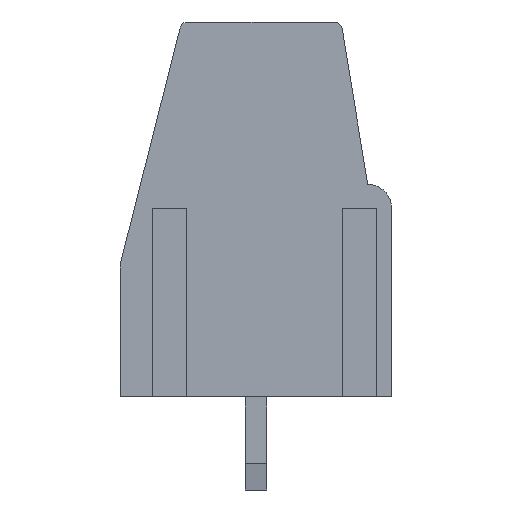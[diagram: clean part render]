
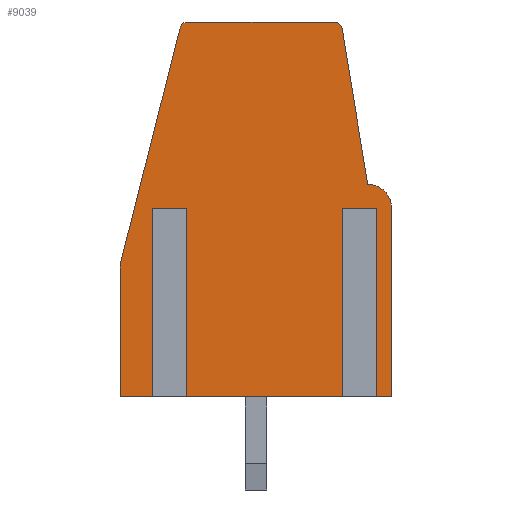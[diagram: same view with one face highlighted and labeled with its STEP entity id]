
A CAD part, left-side view. The second image highlights one B-rep face of the part: STEP entity #9039.
In plain terms, the highlighted planar face has unit normal (-1, 0, 0).
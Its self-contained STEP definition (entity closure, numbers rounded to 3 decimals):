
#6607 = VERTEX_POINT('',#6608);
#6608 = CARTESIAN_POINT('',(-35.56,2.586,14.1));
#6614 = EDGE_CURVE('',#6615,#6607,#6617,.T.);
#6615 = VERTEX_POINT('',#6616);
#6616 = CARTESIAN_POINT('',(-35.56,-2.925,14.1));
#6617 = LINE('',#6618,#6619);
#6618 = CARTESIAN_POINT('',(-35.56,-3.18,14.1));
#6619 = VECTOR('',#6620,1.);
#6620 = DIRECTION('',(0.,1.,0.));
#8869 = VERTEX_POINT('',#8870);
#8870 = CARTESIAN_POINT('',(-35.56,2.877,13.874));
#8876 = EDGE_CURVE('',#6607,#8869,#8877,.T.);
#8877 = CIRCLE('',#8878,0.3);
#8878 = AXIS2_PLACEMENT_3D('',#8879,#8880,#8881);
#8879 = CARTESIAN_POINT('',(-35.56,2.586,13.8));
#8880 = DIRECTION('',(-1.,0.,0.));
#8881 = DIRECTION('',(0.,-1.,0.));
#9039 = ADVANCED_FACE('',(#9040),#9164,.T.);
#9040 = FACE_BOUND('',#9041,.T.);
#9041 = EDGE_LOOP('',(#9042,#9052,#9060,#9068,#9076,#9084,#9092,#9100,
    #9108,#9116,#9125,#9133,#9140,#9141,#9142,#9150,#9158));
#9042 = ORIENTED_EDGE('',*,*,#9043,.F.);
#9043 = EDGE_CURVE('',#9044,#9046,#9048,.T.);
#9044 = VERTEX_POINT('',#9045);
#9045 = CARTESIAN_POINT('',(-35.56,3.569,7.1));
#9046 = VERTEX_POINT('',#9047);
#9047 = CARTESIAN_POINT('',(-35.56,3.569,0.));
#9048 = LINE('',#9049,#9050);
#9049 = CARTESIAN_POINT('',(-35.56,3.569,6.7));
#9050 = VECTOR('',#9051,1.);
#9051 = DIRECTION('',(0.,0.,-1.));
#9052 = ORIENTED_EDGE('',*,*,#9053,.F.);
#9053 = EDGE_CURVE('',#9054,#9044,#9056,.T.);
#9054 = VERTEX_POINT('',#9055);
#9055 = CARTESIAN_POINT('',(-35.56,2.971,7.1));
#9056 = LINE('',#9057,#9058);
#9057 = CARTESIAN_POINT('',(-35.56,3.569,7.1));
#9058 = VECTOR('',#9059,1.);
#9059 = DIRECTION('',(0.,1.,0.));
#9060 = ORIENTED_EDGE('',*,*,#9061,.T.);
#9061 = EDGE_CURVE('',#9054,#9062,#9064,.T.);
#9062 = VERTEX_POINT('',#9063);
#9063 = CARTESIAN_POINT('',(-35.56,2.971,0.));
#9064 = LINE('',#9065,#9066);
#9065 = CARTESIAN_POINT('',(-35.56,2.971,6.7));
#9066 = VECTOR('',#9067,1.);
#9067 = DIRECTION('',(0.,0.,-1.));
#9068 = ORIENTED_EDGE('',*,*,#9069,.T.);
#9069 = EDGE_CURVE('',#9062,#9070,#9072,.T.);
#9070 = VERTEX_POINT('',#9071);
#9071 = CARTESIAN_POINT('',(-35.56,-3.581,0.));
#9072 = LINE('',#9073,#9074);
#9073 = CARTESIAN_POINT('',(-35.56,5.12,0.));
#9074 = VECTOR('',#9075,1.);
#9075 = DIRECTION('',(0.,-1.,0.));
#9076 = ORIENTED_EDGE('',*,*,#9077,.F.);
#9077 = EDGE_CURVE('',#9078,#9070,#9080,.T.);
#9078 = VERTEX_POINT('',#9079);
#9079 = CARTESIAN_POINT('',(-35.56,-3.581,7.1));
#9080 = LINE('',#9081,#9082);
#9081 = CARTESIAN_POINT('',(-35.56,-3.581,6.7));
#9082 = VECTOR('',#9083,1.);
#9083 = DIRECTION('',(0.,0.,-1.));
#9084 = ORIENTED_EDGE('',*,*,#9085,.F.);
#9085 = EDGE_CURVE('',#9086,#9078,#9088,.T.);
#9086 = VERTEX_POINT('',#9087);
#9087 = CARTESIAN_POINT('',(-35.56,-4.179,7.1));
#9088 = LINE('',#9089,#9090);
#9089 = CARTESIAN_POINT('',(-35.56,-4.179,7.1));
#9090 = VECTOR('',#9091,1.);
#9091 = DIRECTION('',(0.,1.,0.));
#9092 = ORIENTED_EDGE('',*,*,#9093,.T.);
#9093 = EDGE_CURVE('',#9086,#9094,#9096,.T.);
#9094 = VERTEX_POINT('',#9095);
#9095 = CARTESIAN_POINT('',(-35.56,-4.179,0.));
#9096 = LINE('',#9097,#9098);
#9097 = CARTESIAN_POINT('',(-35.56,-4.179,6.7));
#9098 = VECTOR('',#9099,1.);
#9099 = DIRECTION('',(0.,0.,-1.));
#9100 = ORIENTED_EDGE('',*,*,#9101,.T.);
#9101 = EDGE_CURVE('',#9094,#9102,#9104,.T.);
#9102 = VERTEX_POINT('',#9103);
#9103 = CARTESIAN_POINT('',(-35.56,-5.08,0.));
#9104 = LINE('',#9105,#9106);
#9105 = CARTESIAN_POINT('',(-35.56,5.12,0.));
#9106 = VECTOR('',#9107,1.);
#9107 = DIRECTION('',(0.,-1.,0.));
#9108 = ORIENTED_EDGE('',*,*,#9109,.T.);
#9109 = EDGE_CURVE('',#9102,#9110,#9112,.T.);
#9110 = VERTEX_POINT('',#9111);
#9111 = CARTESIAN_POINT('',(-35.56,-5.08,7.1));
#9112 = LINE('',#9113,#9114);
#9113 = CARTESIAN_POINT('',(-35.56,-5.08,0.));
#9114 = VECTOR('',#9115,1.);
#9115 = DIRECTION('',(0.,0.,1.));
#9116 = ORIENTED_EDGE('',*,*,#9117,.T.);
#9117 = EDGE_CURVE('',#9110,#9118,#9120,.T.);
#9118 = VERTEX_POINT('',#9119);
#9119 = CARTESIAN_POINT('',(-35.56,-4.18,8.));
#9120 = CIRCLE('',#9121,0.9);
#9121 = AXIS2_PLACEMENT_3D('',#9122,#9123,#9124);
#9122 = CARTESIAN_POINT('',(-35.56,-4.18,7.1));
#9123 = DIRECTION('',(-1.,0.,0.));
#9124 = DIRECTION('',(0.,1.,0.));
#9125 = ORIENTED_EDGE('',*,*,#9126,.T.);
#9126 = EDGE_CURVE('',#9118,#9127,#9129,.T.);
#9127 = VERTEX_POINT('',#9128);
#9128 = CARTESIAN_POINT('',(-35.56,-3.221,13.849));
#9129 = LINE('',#9130,#9131);
#9130 = CARTESIAN_POINT('',(-35.56,-4.18,8.));
#9131 = VECTOR('',#9132,1.);
#9132 = DIRECTION('',(0.,0.162,0.987));
#9133 = ORIENTED_EDGE('',*,*,#9134,.T.);
#9134 = EDGE_CURVE('',#9127,#6615,#9135,.T.);
#9135 = CIRCLE('',#9136,0.3);
#9136 = AXIS2_PLACEMENT_3D('',#9137,#9138,#9139);
#9137 = CARTESIAN_POINT('',(-35.56,-2.925,13.8));
#9138 = DIRECTION('',(-1.,0.,0.));
#9139 = DIRECTION('',(0.,-1.,0.));
#9140 = ORIENTED_EDGE('',*,*,#6614,.T.);
#9141 = ORIENTED_EDGE('',*,*,#8876,.T.);
#9142 = ORIENTED_EDGE('',*,*,#9143,.T.);
#9143 = EDGE_CURVE('',#8869,#9144,#9146,.T.);
#9144 = VERTEX_POINT('',#9145);
#9145 = CARTESIAN_POINT('',(-35.56,5.12,5.));
#9146 = LINE('',#9147,#9148);
#9147 = CARTESIAN_POINT('',(-35.56,2.82,14.1));
#9148 = VECTOR('',#9149,1.);
#9149 = DIRECTION('',(0.,0.245,-0.97));
#9150 = ORIENTED_EDGE('',*,*,#9151,.T.);
#9151 = EDGE_CURVE('',#9144,#9152,#9154,.T.);
#9152 = VERTEX_POINT('',#9153);
#9153 = CARTESIAN_POINT('',(-35.56,5.12,0.));
#9154 = LINE('',#9155,#9156);
#9155 = CARTESIAN_POINT('',(-35.56,5.12,5.));
#9156 = VECTOR('',#9157,1.);
#9157 = DIRECTION('',(0.,0.,-1.));
#9158 = ORIENTED_EDGE('',*,*,#9159,.T.);
#9159 = EDGE_CURVE('',#9152,#9046,#9160,.T.);
#9160 = LINE('',#9161,#9162);
#9161 = CARTESIAN_POINT('',(-35.56,5.12,0.));
#9162 = VECTOR('',#9163,1.);
#9163 = DIRECTION('',(0.,-1.,0.));
#9164 = PLANE('',#9165);
#9165 = AXIS2_PLACEMENT_3D('',#9166,#9167,#9168);
#9166 = CARTESIAN_POINT('',(-35.56,-4.18,7.1));
#9167 = DIRECTION('',(-1.,0.,0.));
#9168 = DIRECTION('',(0.,-1.,0.));
